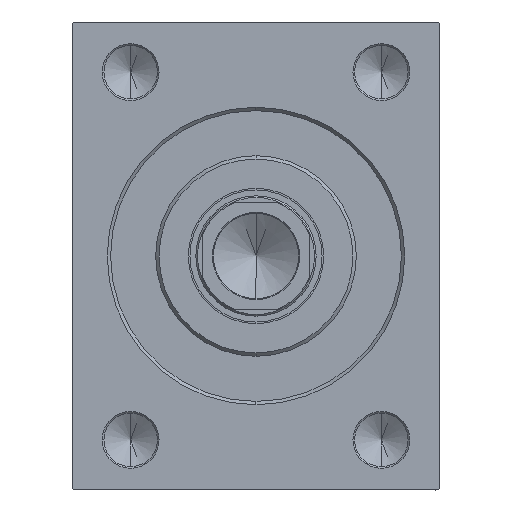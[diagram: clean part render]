
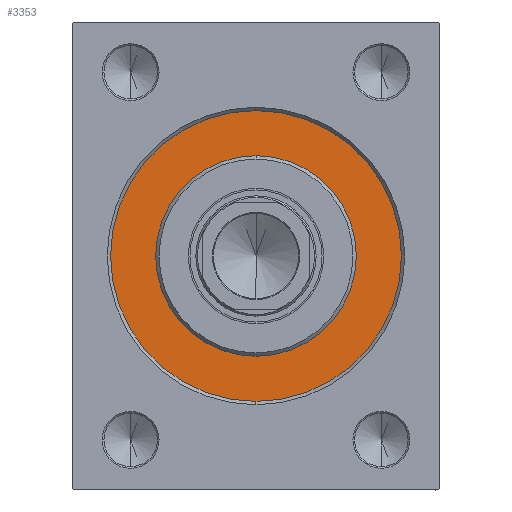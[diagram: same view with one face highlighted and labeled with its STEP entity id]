
A CAD part, left-side view. The second image highlights one B-rep face of the part: STEP entity #3353.
In plain terms, the highlighted face is planar.
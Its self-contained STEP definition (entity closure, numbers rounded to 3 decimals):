
#29 = DIRECTION ( 'NONE',  ( 0., 0., 1. ) ) ;
#526 = EDGE_CURVE ( 'NONE', #27237, #44718, #7511, .T. ) ;
#3353 = ADVANCED_FACE ( 'NONE', ( #13440, #13220 ), #37401, .F. ) ;
#6349 = DIRECTION ( 'NONE',  ( 0., 0., 1. ) ) ;
#7511 = CIRCLE ( 'NONE', #23569, 43.5 ) ;
#7634 = CIRCLE ( 'NONE', #18603, 43.5 ) ;
#8127 = CARTESIAN_POINT ( 'NONE',  ( 0., 0., 43.5 ) ) ;
#8574 = ORIENTED_EDGE ( 'NONE', *, *, #43479, .F. ) ;
#9409 = EDGE_CURVE ( 'NONE', #44718, #27237, #7634, .T. ) ;
#9534 = DIRECTION ( 'NONE',  ( 0., 0., -1. ) ) ;
#11768 = CARTESIAN_POINT ( 'NONE',  ( 0., 0., -43.5 ) ) ;
#13220 = FACE_OUTER_BOUND ( 'NONE', #36267, .T. ) ;
#13440 = FACE_BOUND ( 'NONE', #19043, .T. ) ;
#15426 = CARTESIAN_POINT ( 'NONE',  ( 0., 0., -30. ) ) ;
#17534 = ORIENTED_EDGE ( 'NONE', *, *, #526, .F. ) ;
#17659 = AXIS2_PLACEMENT_3D ( 'NONE', #38075, #21646, #18231 ) ;
#17809 = EDGE_CURVE ( 'NONE', #30325, #36938, #39167, .T. ) ;
#18063 = DIRECTION ( 'NONE',  ( -1., 0., 0. ) ) ;
#18231 = DIRECTION ( 'NONE',  ( 0., 0., -1. ) ) ;
#18603 = AXIS2_PLACEMENT_3D ( 'NONE', #21932, #18063, #29 ) ;
#19043 = EDGE_LOOP ( 'NONE', ( #8574, #21433 ) ) ;
#20073 = CARTESIAN_POINT ( 'NONE',  ( 0., 0., 0. ) ) ;
#21433 = ORIENTED_EDGE ( 'NONE', *, *, #17809, .F. ) ;
#21646 = DIRECTION ( 'NONE',  ( 1., 0., 0. ) ) ;
#21932 = CARTESIAN_POINT ( 'NONE',  ( 0., 0., 0. ) ) ;
#23569 = AXIS2_PLACEMENT_3D ( 'NONE', #43612, #42931, #29709 ) ;
#26216 = ORIENTED_EDGE ( 'NONE', *, *, #9409, .F. ) ;
#26883 = DIRECTION ( 'NONE',  ( 1., 0., 0. ) ) ;
#27237 = VERTEX_POINT ( 'NONE', #11768 ) ;
#29709 = DIRECTION ( 'NONE',  ( 0., 0., 1. ) ) ;
#30325 = VERTEX_POINT ( 'NONE', #15426 ) ;
#33496 = CARTESIAN_POINT ( 'NONE',  ( 0., 0., 0. ) ) ;
#33976 = DIRECTION ( 'NONE',  ( -1., 0., 0. ) ) ;
#36267 = EDGE_LOOP ( 'NONE', ( #17534, #26216 ) ) ;
#36734 = AXIS2_PLACEMENT_3D ( 'NONE', #20073, #33976, #6349 ) ;
#36938 = VERTEX_POINT ( 'NONE', #39711 ) ;
#37006 = AXIS2_PLACEMENT_3D ( 'NONE', #33496, #26883, #9534 ) ;
#37332 = CIRCLE ( 'NONE', #17659, 30. ) ;
#37401 = PLANE ( 'NONE',  #36734 ) ;
#38075 = CARTESIAN_POINT ( 'NONE',  ( 0., 0., 0. ) ) ;
#39167 = CIRCLE ( 'NONE', #37006, 30. ) ;
#39711 = CARTESIAN_POINT ( 'NONE',  ( 0., 0., 30. ) ) ;
#42931 = DIRECTION ( 'NONE',  ( -1., 0., 0. ) ) ;
#43479 = EDGE_CURVE ( 'NONE', #36938, #30325, #37332, .T. ) ;
#43612 = CARTESIAN_POINT ( 'NONE',  ( 0., 0., 0. ) ) ;
#44718 = VERTEX_POINT ( 'NONE', #8127 ) ;
